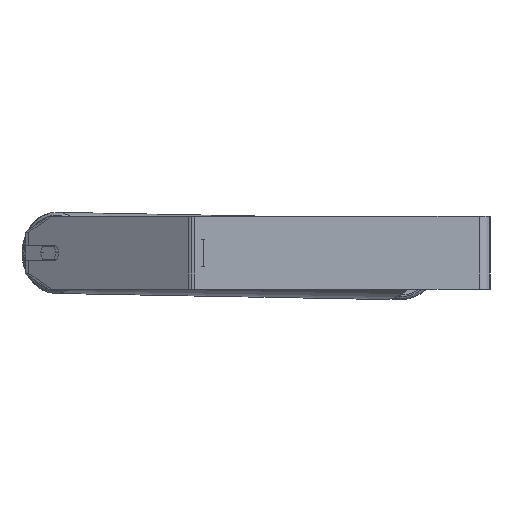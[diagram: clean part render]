
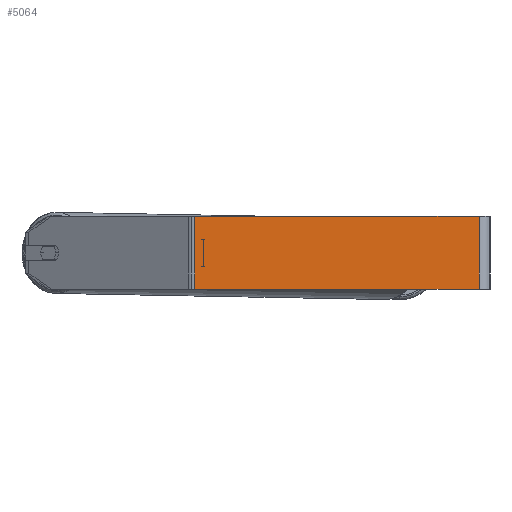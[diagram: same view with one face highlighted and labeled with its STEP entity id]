
A CAD part, left-side view. The second image highlights one B-rep face of the part: STEP entity #5064.
In plain terms, the highlighted planar face has unit normal (-1, 0, 0).
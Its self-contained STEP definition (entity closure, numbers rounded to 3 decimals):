
#2 = EDGE_CURVE ( 'NONE', #5140, #1424, #1332, .T. ) ;
#102 = CARTESIAN_POINT ( 'NONE',  ( -1000., 327.845, 40. ) ) ;
#335 = ORIENTED_EDGE ( 'NONE', *, *, #3177, .T. ) ;
#764 = CARTESIAN_POINT ( 'NONE',  ( -1000., 327.845, -40. ) ) ;
#826 = DIRECTION ( 'NONE',  ( 1., 0., 0. ) ) ;
#1196 = ORIENTED_EDGE ( 'NONE', *, *, #2, .T. ) ;
#1202 = CARTESIAN_POINT ( 'NONE',  ( -1000., 12., 40. ) ) ;
#1320 = AXIS2_PLACEMENT_3D ( 'NONE', #6291, #826, #2318 ) ;
#1332 = LINE ( 'NONE', #1867, #1533 ) ;
#1354 = FACE_OUTER_BOUND ( 'NONE', #5370, .T. ) ;
#1424 = VERTEX_POINT ( 'NONE', #4829 ) ;
#1441 = EDGE_CURVE ( 'NONE', #5140, #2197, #7489, .T. ) ;
#1476 = DIRECTION ( 'NONE',  ( 0., -1., 0. ) ) ;
#1533 = VECTOR ( 'NONE', #5823, 1000. ) ;
#1856 = ORIENTED_EDGE ( 'NONE', *, *, #1441, .F. ) ;
#1867 = CARTESIAN_POINT ( 'NONE',  ( -1000., 324.062, 40. ) ) ;
#2197 = VERTEX_POINT ( 'NONE', #1202 ) ;
#2210 = LINE ( 'NONE', #764, #2844 ) ;
#2318 = DIRECTION ( 'NONE',  ( 0., 0., -1. ) ) ;
#2844 = VECTOR ( 'NONE', #6140, 1000. ) ;
#3013 = EDGE_CURVE ( 'NONE', #2197, #7864, #6587, .T. ) ;
#3177 = EDGE_CURVE ( 'NONE', #1424, #7864, #2210, .T. ) ;
#3769 = CARTESIAN_POINT ( 'NONE',  ( -1000., 12., -40. ) ) ;
#3966 = VECTOR ( 'NONE', #8061, 1000. ) ;
#4319 = PLANE ( 'NONE',  #1320 ) ;
#4829 = CARTESIAN_POINT ( 'NONE',  ( -1000., 324.062, -40. ) ) ;
#5064 = ADVANCED_FACE ( 'NONE', ( #1354 ), #4319, .F. ) ;
#5140 = VERTEX_POINT ( 'NONE', #7686 ) ;
#5370 = EDGE_LOOP ( 'NONE', ( #335, #6967, #1856, #1196 ) ) ;
#5385 = CARTESIAN_POINT ( 'NONE',  ( -1000., 12., 40. ) ) ;
#5823 = DIRECTION ( 'NONE',  ( 0., 0., -1. ) ) ;
#6140 = DIRECTION ( 'NONE',  ( 0., -1., 0. ) ) ;
#6291 = CARTESIAN_POINT ( 'NONE',  ( -1000., 327.845, 40. ) ) ;
#6587 = LINE ( 'NONE', #5385, #3966 ) ;
#6967 = ORIENTED_EDGE ( 'NONE', *, *, #3013, .F. ) ;
#7489 = LINE ( 'NONE', #102, #7911 ) ;
#7686 = CARTESIAN_POINT ( 'NONE',  ( -1000., 324.062, 40. ) ) ;
#7864 = VERTEX_POINT ( 'NONE', #3769 ) ;
#7911 = VECTOR ( 'NONE', #1476, 1000. ) ;
#8061 = DIRECTION ( 'NONE',  ( 0., 0., -1. ) ) ;
